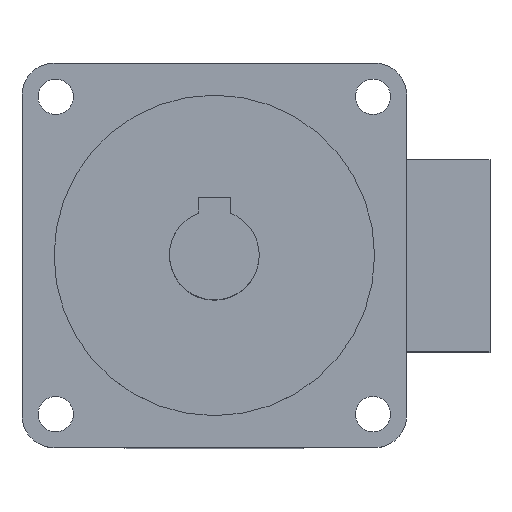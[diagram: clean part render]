
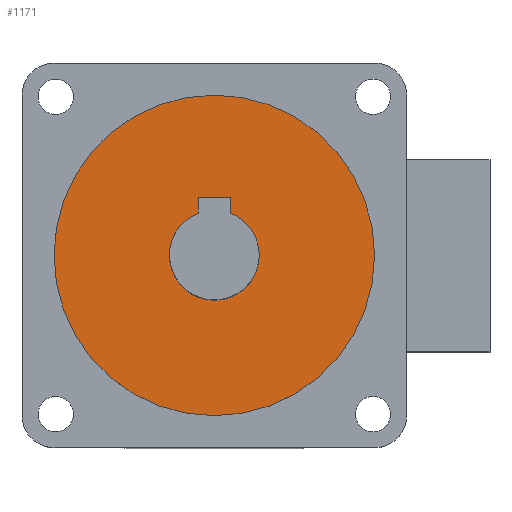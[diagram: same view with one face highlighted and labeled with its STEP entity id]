
A CAD part, top view. The second image highlights one B-rep face of the part: STEP entity #1171.
In plain terms, the highlighted planar face has unit normal (0, 0, 1).
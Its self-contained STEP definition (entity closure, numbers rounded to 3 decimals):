
#24=FACE_BOUND('',#206,.T.);
#131=FACE_OUTER_BOUND('',#205,.T.);
#205=EDGE_LOOP('',(#1078));
#206=EDGE_LOOP('',(#1079));
#458=CIRCLE('',#1323,7.);
#460=CIRCLE('',#1327,25.);
#568=VERTEX_POINT('',#2076);
#569=VERTEX_POINT('',#2082);
#736=EDGE_CURVE('',#568,#568,#458,.T.);
#738=EDGE_CURVE('',#569,#569,#460,.T.);
#1078=ORIENTED_EDGE('',*,*,#738,.T.);
#1079=ORIENTED_EDGE('',*,*,#736,.T.);
#1106=PLANE('',#1328);
#1171=ADVANCED_FACE('',(#131,#24),#1106,.T.);
#1323=AXIS2_PLACEMENT_3D('',#2078,#1692,#1693);
#1327=AXIS2_PLACEMENT_3D('',#2083,#1700,#1701);
#1328=AXIS2_PLACEMENT_3D('',#2085,#1703,#1704);
#1692=DIRECTION('center_axis',(0.,0.,-1.));
#1693=DIRECTION('ref_axis',(-1.,0.,0.));
#1700=DIRECTION('center_axis',(0.,0.,1.));
#1701=DIRECTION('ref_axis',(-1.,0.,0.));
#1703=DIRECTION('center_axis',(0.,0.,1.));
#1704=DIRECTION('ref_axis',(-1.,0.,0.));
#2076=CARTESIAN_POINT('',(37.,30.,106.5));
#2078=CARTESIAN_POINT('Origin',(30.,30.,106.5));
#2082=CARTESIAN_POINT('',(55.,30.,106.5));
#2083=CARTESIAN_POINT('Origin',(30.,30.,106.5));
#2085=CARTESIAN_POINT('Origin',(30.,30.,106.5));
